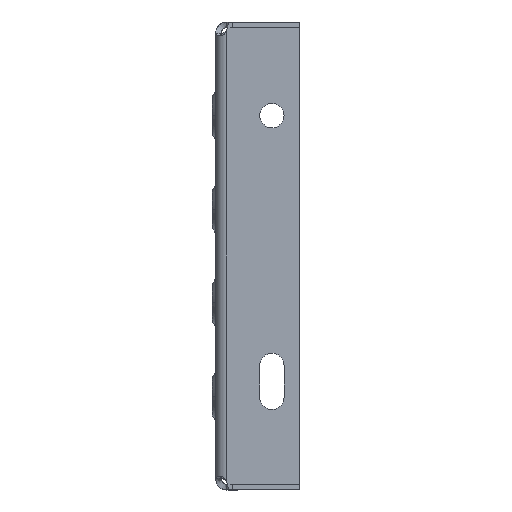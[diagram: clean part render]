
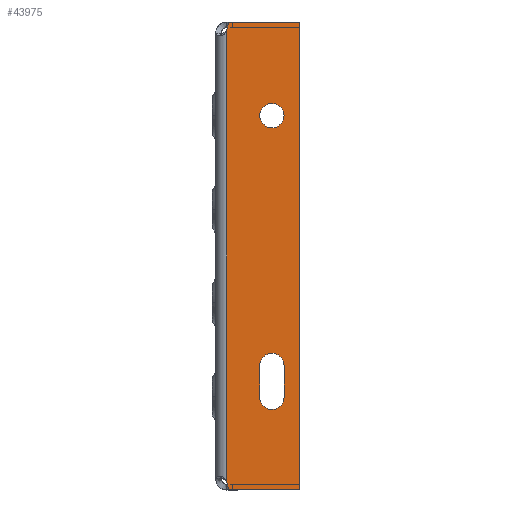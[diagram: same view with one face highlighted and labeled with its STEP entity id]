
A CAD part, left-side view. The second image highlights one B-rep face of the part: STEP entity #43975.
In plain terms, the highlighted planar face has unit normal (-1, 0, 0).
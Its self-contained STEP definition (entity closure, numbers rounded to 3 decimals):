
#503 = DIRECTION ( 'NONE',  ( 1., 0., 0. ) ) ;
#820 = DIRECTION ( 'NONE',  ( 1., 0., 0. ) ) ;
#1122 = EDGE_CURVE ( 'NONE', #10079, #38484, #30242, .T. ) ;
#1515 = EDGE_CURVE ( 'NONE', #46034, #20823, #27872, .T. ) ;
#2325 = FACE_OUTER_BOUND ( 'NONE', #13264, .T. ) ;
#2840 = DIRECTION ( 'NONE',  ( 0., 0., 1. ) ) ;
#3056 = LINE ( 'NONE', #7264, #6630 ) ;
#3619 = VECTOR ( 'NONE', #13604, 1000. ) ;
#4627 = EDGE_CURVE ( 'NONE', #9863, #46436, #13616, .T. ) ;
#5086 = CIRCLE ( 'NONE', #17744, 5. ) ;
#5328 = FACE_BOUND ( 'NONE', #6082, .T. ) ;
#6082 = EDGE_LOOP ( 'NONE', ( #35212, #36155, #22333, #28185 ) ) ;
#6086 = VERTEX_POINT ( 'NONE', #30465 ) ;
#6362 = CARTESIAN_POINT ( 'NONE',  ( -450., -30.007, 75. ) ) ;
#6402 = DIRECTION ( 'NONE',  ( 0., 0., -1. ) ) ;
#6444 = DIRECTION ( 'NONE',  ( 0., 0., -1. ) ) ;
#6630 = VECTOR ( 'NONE', #40333, 1000. ) ;
#6785 = CARTESIAN_POINT ( 'NONE',  ( -450., -6.507, -123. ) ) ;
#7183 = CARTESIAN_POINT ( 'NONE',  ( -450., -8.507, -123. ) ) ;
#7264 = CARTESIAN_POINT ( 'NONE',  ( -450., -45.007, -125. ) ) ;
#7395 = CARTESIAN_POINT ( 'NONE',  ( -450., -23.507, 75. ) ) ;
#7924 = VECTOR ( 'NONE', #40410, 1000. ) ;
#8246 = DIRECTION ( 'NONE',  ( -1., 0., 0. ) ) ;
#8426 = CIRCLE ( 'NONE', #36966, 5. ) ;
#9049 = DIRECTION ( 'NONE',  ( 1., 0., 0. ) ) ;
#9207 = AXIS2_PLACEMENT_3D ( 'NONE', #6362, #21507, #36669 ) ;
#9333 = EDGE_CURVE ( 'NONE', #32104, #36264, #32487, .T. ) ;
#9545 = PLANE ( 'NONE',  #48654 ) ;
#9607 = CARTESIAN_POINT ( 'NONE',  ( -450., -6.507, 123. ) ) ;
#9785 = FACE_BOUND ( 'NONE', #19647, .T. ) ;
#9863 = VERTEX_POINT ( 'NONE', #16163 ) ;
#9889 = DIRECTION ( 'NONE',  ( 0., 0., 1. ) ) ;
#10079 = VERTEX_POINT ( 'NONE', #29986 ) ;
#10181 = VERTEX_POINT ( 'NONE', #13895 ) ;
#10863 = CARTESIAN_POINT ( 'NONE',  ( -450., -36.507, -58.5 ) ) ;
#11119 = EDGE_CURVE ( 'NONE', #6086, #46034, #8426, .T. ) ;
#11335 = EDGE_CURVE ( 'NONE', #10181, #10079, #35742, .T. ) ;
#11767 = DIRECTION ( 'NONE',  ( 0., 1., 0. ) ) ;
#11813 = ORIENTED_EDGE ( 'NONE', *, *, #13716, .T. ) ;
#12024 = ORIENTED_EDGE ( 'NONE', *, *, #44035, .F. ) ;
#12265 = VERTEX_POINT ( 'NONE', #7395 ) ;
#12331 = CARTESIAN_POINT ( 'NONE',  ( -450., -6., -120.806 ) ) ;
#12986 = ORIENTED_EDGE ( 'NONE', *, *, #38921, .F. ) ;
#13091 = DIRECTION ( 'NONE',  ( 0., 1., 0. ) ) ;
#13264 = EDGE_LOOP ( 'NONE', ( #44048, #35387, #43033, #43808, #12024, #35642, #12986, #41363 ) ) ;
#13604 = DIRECTION ( 'NONE',  ( 0., 0., 1. ) ) ;
#13616 = CIRCLE ( 'NONE', #19979, 2. ) ;
#13716 = EDGE_CURVE ( 'NONE', #44719, #12265, #13769, .T. ) ;
#13755 = CARTESIAN_POINT ( 'NONE',  ( -450., -6., 0. ) ) ;
#13769 = CIRCLE ( 'NONE', #43888, 6.5 ) ;
#13895 = CARTESIAN_POINT ( 'NONE',  ( -450., -23.507, -75.5 ) ) ;
#14068 = CARTESIAN_POINT ( 'NONE',  ( -450., -45.007, 125. ) ) ;
#14672 = CARTESIAN_POINT ( 'NONE',  ( -450., -36.507, -75.5 ) ) ;
#15205 = EDGE_CURVE ( 'NONE', #12265, #44719, #28992, .T. ) ;
#15733 = CARTESIAN_POINT ( 'NONE',  ( -450., -1.507, -123. ) ) ;
#16163 = CARTESIAN_POINT ( 'NONE',  ( -450., -8.507, -125. ) ) ;
#16786 = EDGE_CURVE ( 'NONE', #6086, #27337, #48271, .T. ) ;
#16891 = CARTESIAN_POINT ( 'NONE',  ( -450., -1.507, 123. ) ) ;
#17059 = CARTESIAN_POINT ( 'NONE',  ( -450., -36.507, 75. ) ) ;
#17240 = DIRECTION ( 'NONE',  ( 0., 0., -1. ) ) ;
#17744 = AXIS2_PLACEMENT_3D ( 'NONE', #15733, #8246, #2840 ) ;
#19229 = CARTESIAN_POINT ( 'NONE',  ( -450., -30.007, -58.5 ) ) ;
#19647 = EDGE_LOOP ( 'NONE', ( #38127, #11813 ) ) ;
#19722 = VECTOR ( 'NONE', #32136, 1000. ) ;
#19979 = AXIS2_PLACEMENT_3D ( 'NONE', #7183, #30017, #45184 ) ;
#19991 = CARTESIAN_POINT ( 'NONE',  ( -450., -30.007, 75. ) ) ;
#20331 = CARTESIAN_POINT ( 'NONE',  ( -450., -8.507, 125. ) ) ;
#20823 = VERTEX_POINT ( 'NONE', #20331 ) ;
#21507 = DIRECTION ( 'NONE',  ( 1., 0., 0. ) ) ;
#22333 = ORIENTED_EDGE ( 'NONE', *, *, #45602, .T. ) ;
#24270 = CARTESIAN_POINT ( 'NONE',  ( -450., -30.007, -75.5 ) ) ;
#27337 = VERTEX_POINT ( 'NONE', #12331 ) ;
#27872 = CIRCLE ( 'NONE', #44475, 2. ) ;
#28185 = ORIENTED_EDGE ( 'NONE', *, *, #34816, .T. ) ;
#28415 = DIRECTION ( 'NONE',  ( 1., 0., 0. ) ) ;
#28992 = CIRCLE ( 'NONE', #9207, 6.5 ) ;
#29986 = CARTESIAN_POINT ( 'NONE',  ( -450., -23.507, -58.5 ) ) ;
#30017 = DIRECTION ( 'NONE',  ( 1., 0., 0. ) ) ;
#30242 = CIRCLE ( 'NONE', #41370, 6.5 ) ;
#30306 = CARTESIAN_POINT ( 'NONE',  ( -450., -45.007, -125. ) ) ;
#30465 = CARTESIAN_POINT ( 'NONE',  ( -450., -6., 120.806 ) ) ;
#31662 = CARTESIAN_POINT ( 'NONE',  ( -450., 445.493, 0. ) ) ;
#31828 = VERTEX_POINT ( 'NONE', #14672 ) ;
#32053 = DIRECTION ( 'NONE',  ( -1., 0., 0. ) ) ;
#32104 = VERTEX_POINT ( 'NONE', #30306 ) ;
#32136 = DIRECTION ( 'NONE',  ( 0., 0., -1. ) ) ;
#32487 = LINE ( 'NONE', #48137, #37031 ) ;
#33211 = EDGE_CURVE ( 'NONE', #46436, #27337, #5086, .T. ) ;
#34816 = EDGE_CURVE ( 'NONE', #31828, #10181, #40856, .T. ) ;
#35076 = CARTESIAN_POINT ( 'NONE',  ( -450., -45.007, 125. ) ) ;
#35212 = ORIENTED_EDGE ( 'NONE', *, *, #11335, .T. ) ;
#35387 = ORIENTED_EDGE ( 'NONE', *, *, #16786, .T. ) ;
#35642 = ORIENTED_EDGE ( 'NONE', *, *, #9333, .T. ) ;
#35742 = LINE ( 'NONE', #47638, #3619 ) ;
#36155 = ORIENTED_EDGE ( 'NONE', *, *, #1122, .T. ) ;
#36264 = VERTEX_POINT ( 'NONE', #35076 ) ;
#36669 = DIRECTION ( 'NONE',  ( 0., 1., 0. ) ) ;
#36966 = AXIS2_PLACEMENT_3D ( 'NONE', #16891, #32053, #6444 ) ;
#37031 = VECTOR ( 'NONE', #9889, 1000. ) ;
#37687 = AXIS2_PLACEMENT_3D ( 'NONE', #24270, #47134, #13091 ) ;
#38127 = ORIENTED_EDGE ( 'NONE', *, *, #15205, .T. ) ;
#38295 = DIRECTION ( 'NONE',  ( 0., 0., 1. ) ) ;
#38484 = VERTEX_POINT ( 'NONE', #10863 ) ;
#38921 = EDGE_CURVE ( 'NONE', #20823, #36264, #44591, .T. ) ;
#40333 = DIRECTION ( 'NONE',  ( 0., 1., 0. ) ) ;
#40410 = DIRECTION ( 'NONE',  ( 0., -1., 0. ) ) ;
#40856 = CIRCLE ( 'NONE', #37687, 6.5 ) ;
#41363 = ORIENTED_EDGE ( 'NONE', *, *, #1515, .F. ) ;
#41370 = AXIS2_PLACEMENT_3D ( 'NONE', #19229, #820, #11767 ) ;
#42025 = CARTESIAN_POINT ( 'NONE',  ( -450., -8.507, 123. ) ) ;
#43033 = ORIENTED_EDGE ( 'NONE', *, *, #33211, .F. ) ;
#43672 = CARTESIAN_POINT ( 'NONE',  ( -450., -36.507, 0. ) ) ;
#43808 = ORIENTED_EDGE ( 'NONE', *, *, #4627, .F. ) ;
#43888 = AXIS2_PLACEMENT_3D ( 'NONE', #19991, #9049, #47728 ) ;
#43955 = VECTOR ( 'NONE', #6402, 1000. ) ;
#43975 = ADVANCED_FACE ( 'NONE', ( #5328, #9785, #2325 ), #9545, .F. ) ;
#44035 = EDGE_CURVE ( 'NONE', #32104, #9863, #3056, .T. ) ;
#44048 = ORIENTED_EDGE ( 'NONE', *, *, #11119, .F. ) ;
#44475 = AXIS2_PLACEMENT_3D ( 'NONE', #42025, #503, #38295 ) ;
#44591 = LINE ( 'NONE', #14068, #7924 ) ;
#44719 = VERTEX_POINT ( 'NONE', #17059 ) ;
#45184 = DIRECTION ( 'NONE',  ( 0., 0., -1. ) ) ;
#45602 = EDGE_CURVE ( 'NONE', #38484, #31828, #46924, .T. ) ;
#46034 = VERTEX_POINT ( 'NONE', #9607 ) ;
#46436 = VERTEX_POINT ( 'NONE', #6785 ) ;
#46924 = LINE ( 'NONE', #43672, #43955 ) ;
#47134 = DIRECTION ( 'NONE',  ( 1., 0., 0. ) ) ;
#47638 = CARTESIAN_POINT ( 'NONE',  ( -450., -23.507, 0. ) ) ;
#47728 = DIRECTION ( 'NONE',  ( 0., 1., 0. ) ) ;
#48137 = CARTESIAN_POINT ( 'NONE',  ( -450., -45.007, 165.5 ) ) ;
#48271 = LINE ( 'NONE', #13755, #19722 ) ;
#48654 = AXIS2_PLACEMENT_3D ( 'NONE', #31662, #28415, #17240 ) ;
